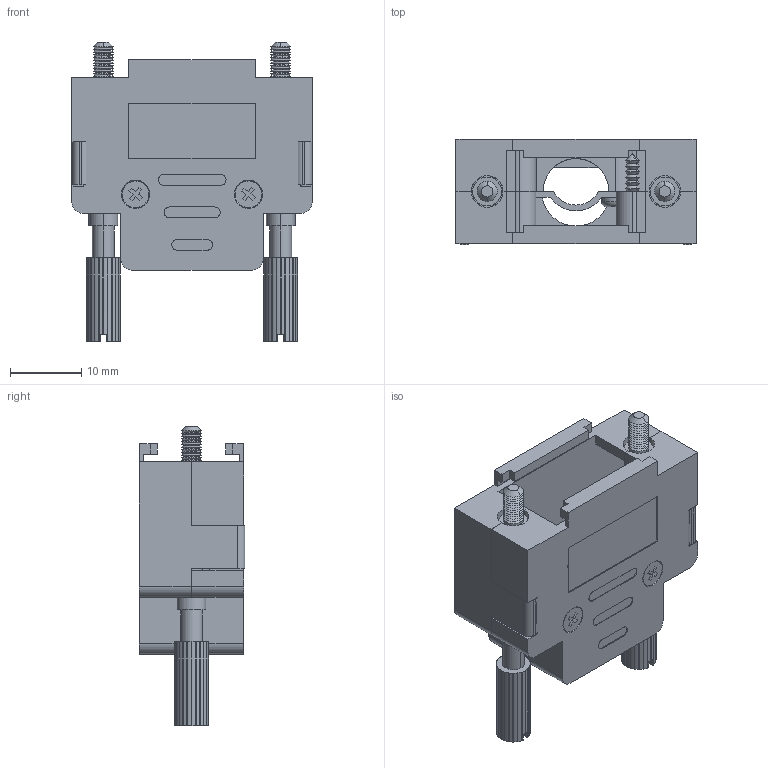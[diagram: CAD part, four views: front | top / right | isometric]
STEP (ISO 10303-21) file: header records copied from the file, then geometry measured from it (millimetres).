
FILE_DESCRIPTION (( 'STEP AP214' ), '1' );
FILE_NAME ('FM1049_3D.step', '2023-10-04T16:31:16', ( '' ), ( '' ), 'SwSTEP 2.0', 'SolidWorks 2022', '' );
FILE_SCHEMA (( 'AUTOMOTIVE_DESIGN' ));
Length unit declared in the file: inch
Products named in the file (7): Copy of SDRS09HOT-MA4^FM1049; Copy of 3AA07-019^FM1049; Copy of SDRS09HOT-MA1B^FM1049; Copy of SDRS09HO5-MA3^FM1049_2-56 x .125; Copy of SDRS09HOT-MA1A^FM1049; Copy of SDRS09HOT-MA5^FM1049_2-56 x .250 PAN HEAD SCREW; FM1049_3D
Assembly tree (8 placements, depth 2):
  FM1049_3D
    Copy of SDRS09HOT-MA1B^FM1049
    Copy of SDRS09HOT-MA1A^FM1049
    Copy of 3AA07-019^FM1049  x2
    Copy of SDRS09HO5-MA3^FM1049_2-56 x .125  x2
    Copy of SDRS09HOT-MA4^FM1049
    Copy of SDRS09HOT-MA5^FM1049_2-56 x .250 PAN HEAD SCREW
Bounding box: 33.78 x 14.81 x 42.14 mm (x, y, z)
Volume: 5849.3 mm3; surface area: 8805.5 mm2
Topology: 8 solids, 8 shells, 771 faces, 1954 edges, 1220 vertices
Faces by surface type: plane 372, cone 238, cylinder 159, torus 2
Entity records: 17292 total; most frequent: CARTESIAN_POINT 3000, DIRECTION 2969, ORIENTED_EDGE 2888, EDGE_CURVE 1444, LINE 1029, VECTOR 1029, AXIS2_PLACEMENT_3D 970, VERTEX_POINT 917
